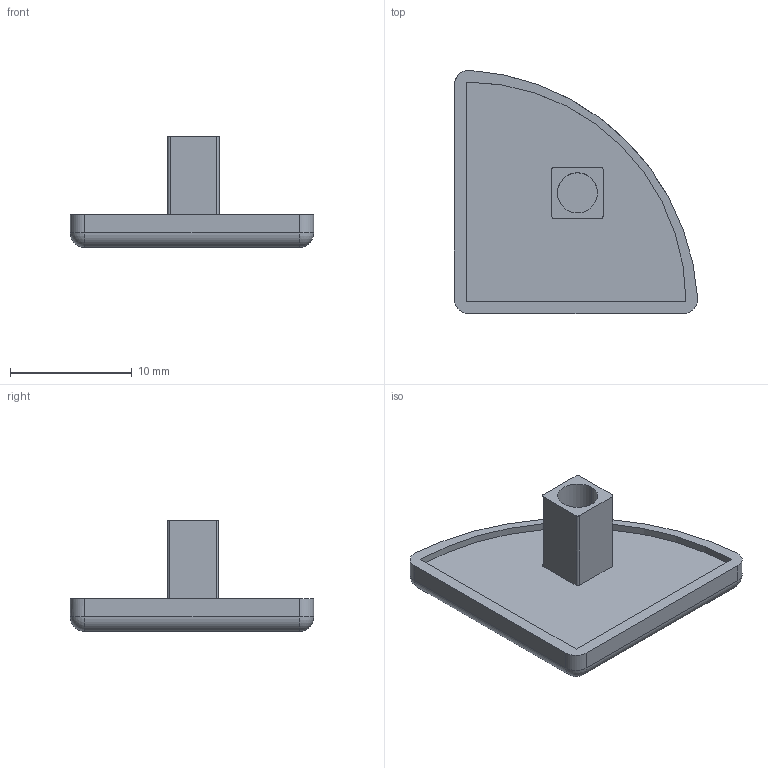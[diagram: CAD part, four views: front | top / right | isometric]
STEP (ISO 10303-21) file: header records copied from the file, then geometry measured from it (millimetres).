
FILE_DESCRIPTION (( 'STEP AP214' ), '1' );
FILE_NAME ('BASE05E1295-Embout 5 R20-90°.step', '2023-03-24T09:35:44', ( 'Altae' ), ( '' ), 'SwSTEP 2.0', 'SolidWorks 2021', '' );
FILE_SCHEMA (( 'AUTOMOTIVE_DESIGN' ));
Length unit declared in the file: millimetre
Products named in the file (1): BASE05E1295-Embout 5 R20-90°
Bounding box: 19.96 x 19.96 x 9.1 mm (x, y, z)
Volume: 743.7 mm3; surface area: 994.2 mm2
Topology: 1 solids, 1 shells, 31 faces, 73 edges, 44 vertices
Faces by surface type: cylinder 14, plane 13, sphere 3, torus 1
Entity records: 896 total; most frequent: DIRECTION 164, CARTESIAN_POINT 144, ORIENTED_EDGE 138, EDGE_CURVE 69, AXIS2_PLACEMENT_3D 63, VERTEX_POINT 43, LINE 38, VECTOR 38
